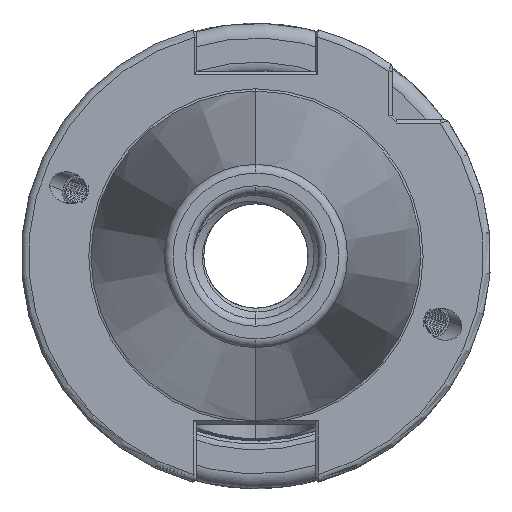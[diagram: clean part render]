
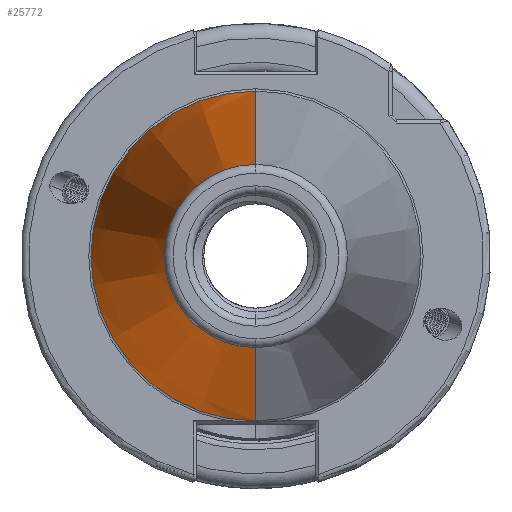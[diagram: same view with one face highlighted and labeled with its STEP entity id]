
A CAD part, left-side view. The second image highlights one B-rep face of the part: STEP entity #25772.
In plain terms, the highlighted conical face has half-angle 8.297 degrees and reference radius 22.692 mm.
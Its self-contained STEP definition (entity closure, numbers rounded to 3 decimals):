
#2561 = FACE_OUTER_BOUND ( 'NONE', #10300, .T. ) ;
#2562 = CONICAL_SURFACE ( 'NONE', #8211, 22.692, 0.145 ) ;
#4132 = AXIS2_PLACEMENT_3D ( 'NONE', #17155, #17151, #17177 ) ;
#4135 = AXIS2_PLACEMENT_3D ( 'NONE', #17014, #17022, #17019 ) ;
#4371 = EDGE_CURVE ( 'NONE', #22203, #22269, #7374, .T. ) ;
#4391 = EDGE_CURVE ( 'NONE', #23009, #22981, #7433, .T. ) ;
#4401 = EDGE_CURVE ( 'NONE', #22203, #23009, #7418, .T. ) ;
#4460 = EDGE_CURVE ( 'NONE', #22269, #22981, #7451, .T. ) ;
#7374 = CIRCLE ( 'NONE', #4135, 12.4 ) ;
#7418 = LINE ( 'NONE', #17230, #7430 ) ;
#7430 = VECTOR ( 'NONE', #17226, 1000. ) ;
#7433 = CIRCLE ( 'NONE', #4132, 22.327 ) ;
#7451 = LINE ( 'NONE', #21326, #7468 ) ;
#7468 = VECTOR ( 'NONE', #21364, 1000. ) ;
#8211 = AXIS2_PLACEMENT_3D ( 'NONE', #19077, #19081, #19082 ) ;
#10300 = EDGE_LOOP ( 'NONE', ( #25953, #25972, #25876, #25907 ) ) ;
#17014 = CARTESIAN_POINT ( 'NONE',  ( -70.573, 0., 0. ) ) ;
#17019 = DIRECTION ( 'NONE',  ( 0., 0., 1. ) ) ;
#17022 = DIRECTION ( 'NONE',  ( 1., 0., 0. ) ) ;
#17151 = DIRECTION ( 'NONE',  ( 1., 0., 0. ) ) ;
#17155 = CARTESIAN_POINT ( 'NONE',  ( -2.5, 0., 0. ) ) ;
#17177 = DIRECTION ( 'NONE',  ( 0., 0., -1. ) ) ;
#17226 = DIRECTION ( 'NONE',  ( 0.99, 0., -0.144 ) ) ;
#17230 = CARTESIAN_POINT ( 'NONE',  ( 0., 0., -22.692 ) ) ;
#19077 = CARTESIAN_POINT ( 'NONE',  ( 0., 0., 0. ) ) ;
#19081 = DIRECTION ( 'NONE',  ( 1., 0., 0. ) ) ;
#19082 = DIRECTION ( 'NONE',  ( 0., 0., -1. ) ) ;
#21326 = CARTESIAN_POINT ( 'NONE',  ( 0., 0., 22.692 ) ) ;
#21364 = DIRECTION ( 'NONE',  ( 0.99, 0., 0.144 ) ) ;
#22203 = VERTEX_POINT ( 'NONE', #22587 ) ;
#22269 = VERTEX_POINT ( 'NONE', #22672 ) ;
#22587 = CARTESIAN_POINT ( 'NONE',  ( -70.573, 0., -12.4 ) ) ;
#22672 = CARTESIAN_POINT ( 'NONE',  ( -70.573, 0., 12.4 ) ) ;
#22949 = CARTESIAN_POINT ( 'NONE',  ( -2.5, 0., -22.327 ) ) ;
#22975 = CARTESIAN_POINT ( 'NONE',  ( -2.5, 0., 22.327 ) ) ;
#22981 = VERTEX_POINT ( 'NONE', #22975 ) ;
#23009 = VERTEX_POINT ( 'NONE', #22949 ) ;
#25772 = ADVANCED_FACE ( 'NONE', ( #2561 ), #2562, .T. ) ;
#25876 = ORIENTED_EDGE ( 'NONE', *, *, #4391, .F. ) ;
#25907 = ORIENTED_EDGE ( 'NONE', *, *, #4401, .F. ) ;
#25953 = ORIENTED_EDGE ( 'NONE', *, *, #4371, .T. ) ;
#25972 = ORIENTED_EDGE ( 'NONE', *, *, #4460, .T. ) ;
